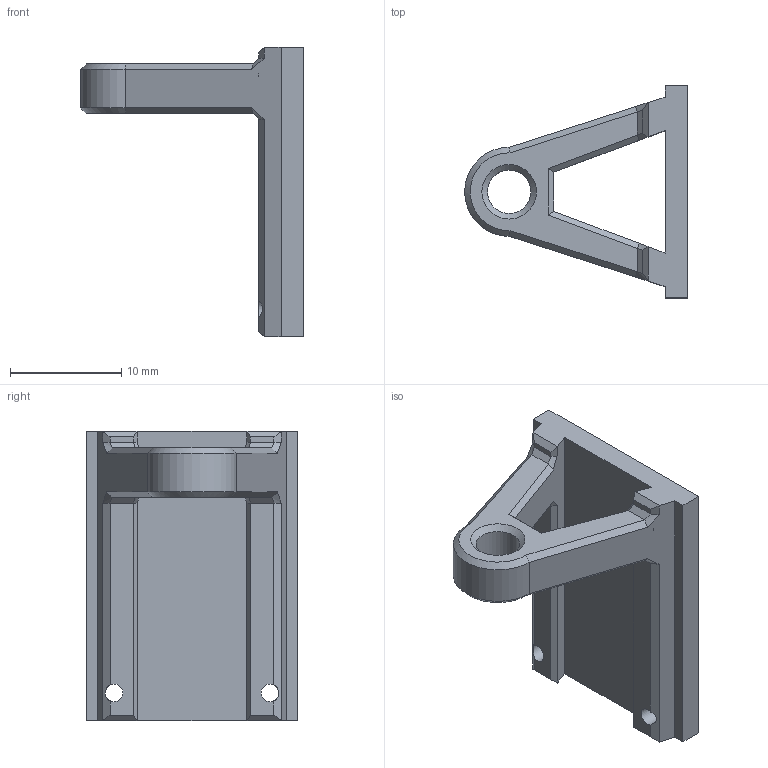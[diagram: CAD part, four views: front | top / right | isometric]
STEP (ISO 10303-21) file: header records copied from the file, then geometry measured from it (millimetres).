
FILE_DESCRIPTION(('FreeCAD Model'),'2;1');
FILE_NAME('camera_mount.step','2020-02-11T21:39:57',('Author'),(''), 'Open CASCADE STEP processor 7.3','FreeCAD','Unknown');
FILE_SCHEMA(('AUTOMOTIVE_DESIGN { 1 0 10303 214 1 1 1 1 }'));
Length unit declared in the file: millimetre
Products named in the file (1): Body
Bounding box: 20 x 19 x 26 mm (x, y, z)
Volume: 1706.5 mm3; surface area: 1910.4 mm2
Topology: 1 solids, 1 shells, 65 faces, 169 edges, 104 vertices
Faces by surface type: plane 47, bspline 8, cylinder 6, cone 4
Full cylindrical faces by diameter (mm): 1.6 x4, 3.9 x1
Entity records: 4166 total; most frequent: CARTESIAN_POINT 851, DIRECTION 571, LINE 392, VECTOR 392, ORIENTED_EDGE 338, PCURVE 338, DEFINITIONAL_REPRESENTATION 338, EDGE_CURVE 169
